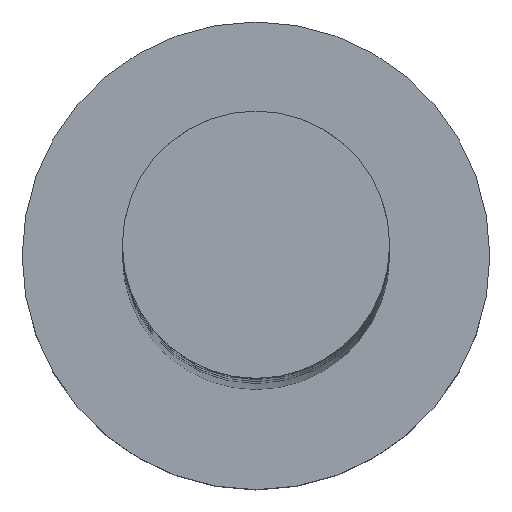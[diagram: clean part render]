
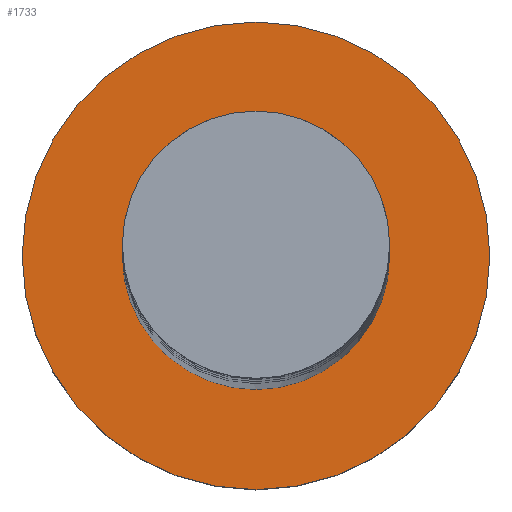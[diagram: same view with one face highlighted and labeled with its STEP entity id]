
A CAD part, top view. The second image highlights one B-rep face of the part: STEP entity #1733.
In plain terms, the highlighted planar face has unit normal (0, 0, 1).
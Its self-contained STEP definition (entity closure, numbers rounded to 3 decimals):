
#70 = AXIS2_PLACEMENT_3D ( 'NONE', #529, #1640, #1499 ) ;
#91 = DIRECTION ( 'NONE',  ( 1., 0., 0. ) ) ;
#223 = FACE_BOUND ( 'NONE', #728, .T. ) ;
#232 = EDGE_CURVE ( 'NONE', #1293, #821, #1304, .T. ) ;
#289 = CIRCLE ( 'NONE', #1116, 4. ) ;
#382 = ORIENTED_EDGE ( 'NONE', *, *, #232, .F. ) ;
#397 = CARTESIAN_POINT ( 'NONE',  ( 0., 0., 5. ) ) ;
#476 = FACE_OUTER_BOUND ( 'NONE', #741, .T. ) ;
#529 = CARTESIAN_POINT ( 'NONE',  ( 0., 0., 5. ) ) ;
#557 = EDGE_CURVE ( 'NONE', #1194, #1286, #1390, .T. ) ;
#601 = AXIS2_PLACEMENT_3D ( 'NONE', #1030, #1167, #91 ) ;
#609 = EDGE_CURVE ( 'NONE', #1286, #1194, #771, .T. ) ;
#614 = ORIENTED_EDGE ( 'NONE', *, *, #557, .T. ) ;
#716 = DIRECTION ( 'NONE',  ( 0., 0., 1. ) ) ;
#728 = EDGE_LOOP ( 'NONE', ( #919, #382 ) ) ;
#741 = EDGE_LOOP ( 'NONE', ( #614, #1271 ) ) ;
#771 = CIRCLE ( 'NONE', #1689, 7. ) ;
#821 = VERTEX_POINT ( 'NONE', #1027 ) ;
#848 = CARTESIAN_POINT ( 'NONE',  ( 7., 0., 5. ) ) ;
#919 = ORIENTED_EDGE ( 'NONE', *, *, #1196, .F. ) ;
#968 = DIRECTION ( 'NONE',  ( 0., 0., 1. ) ) ;
#983 = CARTESIAN_POINT ( 'NONE',  ( 0., 0., 5. ) ) ;
#997 = AXIS2_PLACEMENT_3D ( 'NONE', #1002, #1036, #1586 ) ;
#1001 = CARTESIAN_POINT ( 'NONE',  ( -7., 0., 5. ) ) ;
#1002 = CARTESIAN_POINT ( 'NONE',  ( 0., 0., 5. ) ) ;
#1027 = CARTESIAN_POINT ( 'NONE',  ( -4., 0., 5. ) ) ;
#1030 = CARTESIAN_POINT ( 'NONE',  ( 0., 0., 5. ) ) ;
#1036 = DIRECTION ( 'NONE',  ( 0., 0., 1. ) ) ;
#1116 = AXIS2_PLACEMENT_3D ( 'NONE', #983, #716, #1539 ) ;
#1166 = CARTESIAN_POINT ( 'NONE',  ( 4., 0., 5. ) ) ;
#1167 = DIRECTION ( 'NONE',  ( 0., 0., 1. ) ) ;
#1194 = VERTEX_POINT ( 'NONE', #1001 ) ;
#1196 = EDGE_CURVE ( 'NONE', #821, #1293, #289, .T. ) ;
#1271 = ORIENTED_EDGE ( 'NONE', *, *, #609, .T. ) ;
#1286 = VERTEX_POINT ( 'NONE', #848 ) ;
#1293 = VERTEX_POINT ( 'NONE', #1166 ) ;
#1304 = CIRCLE ( 'NONE', #601, 4. ) ;
#1390 = CIRCLE ( 'NONE', #70, 7. ) ;
#1488 = DIRECTION ( 'NONE',  ( 1., 0., 0. ) ) ;
#1499 = DIRECTION ( 'NONE',  ( 1., 0., 0. ) ) ;
#1539 = DIRECTION ( 'NONE',  ( 1., 0., 0. ) ) ;
#1586 = DIRECTION ( 'NONE',  ( 1., 0., 0. ) ) ;
#1640 = DIRECTION ( 'NONE',  ( 0., 0., 1. ) ) ;
#1689 = AXIS2_PLACEMENT_3D ( 'NONE', #397, #968, #1488 ) ;
#1706 = PLANE ( 'NONE',  #997 ) ;
#1733 = ADVANCED_FACE ( 'NONE', ( #223, #476 ), #1706, .T. ) ;
